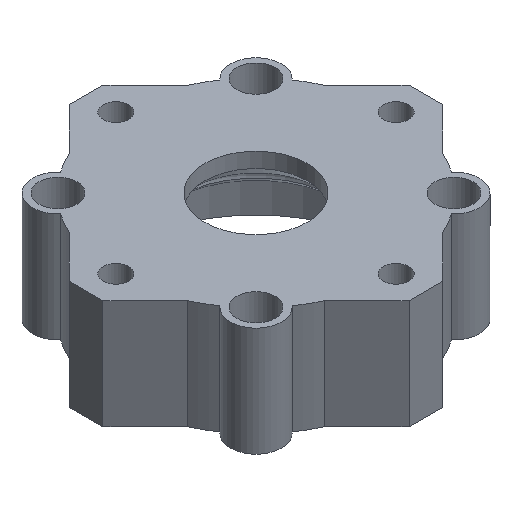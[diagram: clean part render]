
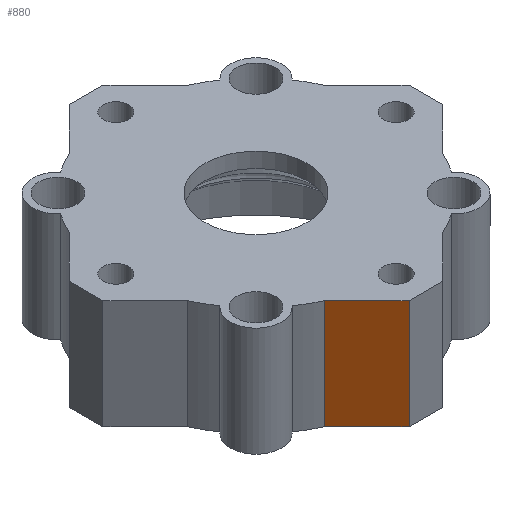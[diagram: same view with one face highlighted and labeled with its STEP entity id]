
A CAD part, isometric view. The second image highlights one B-rep face of the part: STEP entity #880.
In plain terms, the highlighted planar face has unit normal (-0.707, -0.707, 0).
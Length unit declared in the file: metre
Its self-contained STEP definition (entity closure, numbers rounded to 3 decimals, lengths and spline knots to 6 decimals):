
#20=B_SPLINE_CURVE_WITH_KNOTS('',3,(#1544,#1545,#1546,#1547),
 .UNSPECIFIED.,.F.,.F.,(4,4),(0.,0.276072),
 .UNSPECIFIED.);
#57=LINE('',#1336,#93);
#83=LINE('',#1498,#119);
#85=LINE('',#1566,#121);
#93=VECTOR('',#1053,1.);
#119=VECTOR('',#1229,1.);
#121=VECTOR('',#1245,1.);
#277=ORIENTED_EDGE('',*,*,#443,.F.);
#278=ORIENTED_EDGE('',*,*,#354,.T.);
#279=ORIENTED_EDGE('',*,*,#426,.T.);
#280=ORIENTED_EDGE('',*,*,#438,.F.);
#354=EDGE_CURVE('',#466,#464,#57,.T.);
#426=EDGE_CURVE('',#464,#527,#83,.T.);
#438=EDGE_CURVE('',#534,#527,#20,.T.);
#443=EDGE_CURVE('',#466,#534,#85,.T.);
#464=VERTEX_POINT('',#1334);
#466=VERTEX_POINT('',#1337);
#527=VERTEX_POINT('',#1499);
#534=VERTEX_POINT('',#1543);
#678=EDGE_LOOP('',(#277,#278,#279,#280));
#782=FACE_BOUND('',#678,.T.);
#827=PLANE('',#1005);
#880=ADVANCED_FACE('',(#782),#827,.T.);
#1005=AXIS2_PLACEMENT_3D('',#1565,#1243,#1244);
#1053=DIRECTION('',(-0.707,0.707,0.));
#1229=DIRECTION('',(0.,0.,-1.));
#1243=DIRECTION('',(-0.707,-0.707,0.));
#1244=DIRECTION('',(0.707,-0.707,0.));
#1245=DIRECTION('',(0.,0.,-1.));
#1334=CARTESIAN_POINT('',(-0.009236,-0.019967,0.023));
#1336=CARTESIAN_POINT('',(-0.002621,-0.026582,0.023));
#1337=CARTESIAN_POINT('',(-0.002621,-0.026582,0.023));
#1498=CARTESIAN_POINT('',(-0.009236,-0.019967,0.023002));
#1499=CARTESIAN_POINT('',(-0.009236,-0.019967,0.0059));
#1543=CARTESIAN_POINT('',(-0.002621,-0.026582,0.0059));
#1544=CARTESIAN_POINT('',(-0.002621,-0.026582,0.0059));
#1545=CARTESIAN_POINT('',(-0.004826,-0.024377,0.0059));
#1546=CARTESIAN_POINT('',(-0.007031,-0.022172,0.0059));
#1547=CARTESIAN_POINT('',(-0.009236,-0.019967,0.0059));
#1565=CARTESIAN_POINT('',(-0.002621,-0.026582,0.023002));
#1566=CARTESIAN_POINT('',(-0.002621,-0.026582,0.023002));
